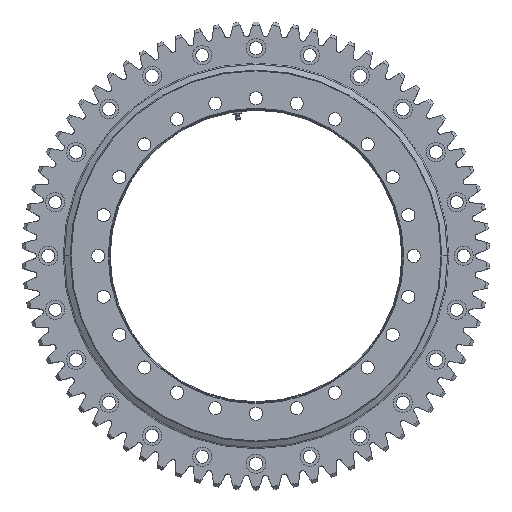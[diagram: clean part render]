
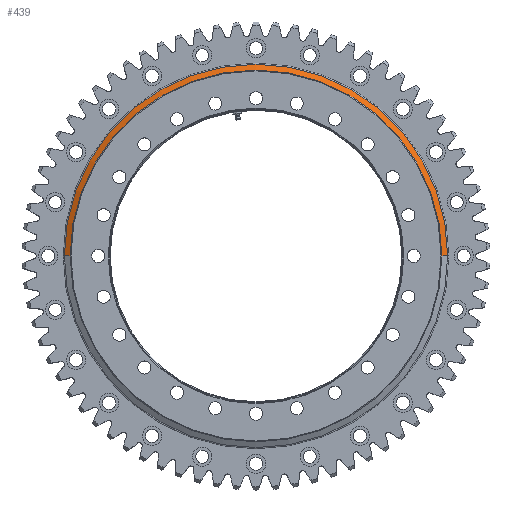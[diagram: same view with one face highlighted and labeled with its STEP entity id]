
A CAD part, top view. The second image highlights one B-rep face of the part: STEP entity #439.
In plain terms, the highlighted conical face has half-angle 58.57 degrees and reference radius 241.5 mm.
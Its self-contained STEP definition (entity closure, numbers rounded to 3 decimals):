
#439 = ADVANCED_FACE ( 'NONE', ( #42799 ), #36224, .T. ) ;
#981 = AXIS2_PLACEMENT_3D ( 'NONE', #14363, #43785, #31452 ) ;
#4194 = DIRECTION ( 'NONE',  ( 0., 0., -1. ) ) ;
#5653 = EDGE_CURVE ( 'NONE', #24289, #6190, #44589, .T. ) ;
#6005 = LINE ( 'NONE', #34668, #7333 ) ;
#6190 = VERTEX_POINT ( 'NONE', #19677 ) ;
#7333 = VECTOR ( 'NONE', #34490, 1000. ) ;
#8016 = EDGE_LOOP ( 'NONE', ( #27015, #22852, #12512, #12223 ) ) ;
#8576 = VERTEX_POINT ( 'NONE', #50001 ) ;
#12223 = ORIENTED_EDGE ( 'NONE', *, *, #39858, .F. ) ;
#12512 = ORIENTED_EDGE ( 'NONE', *, *, #37048, .F. ) ;
#12775 = CARTESIAN_POINT ( 'NONE',  ( 234.5, 2., 241.5 ) ) ;
#14363 = CARTESIAN_POINT ( 'NONE',  ( 234.5, 2., 0. ) ) ;
#16076 = DIRECTION ( 'NONE',  ( 0., -0.521, 0.853 ) ) ;
#19677 = CARTESIAN_POINT ( 'NONE',  ( 234.5, 2., 241.5 ) ) ;
#21079 = CARTESIAN_POINT ( 'NONE',  ( 234.5, 2., 0. ) ) ;
#21313 = CARTESIAN_POINT ( 'NONE',  ( 234.5, -2.61, 0. ) ) ;
#22852 = ORIENTED_EDGE ( 'NONE', *, *, #36539, .T. ) ;
#23297 = AXIS2_PLACEMENT_3D ( 'NONE', #21079, #50170, #4194 ) ;
#24289 = VERTEX_POINT ( 'NONE', #31980 ) ;
#27015 = ORIENTED_EDGE ( 'NONE', *, *, #5653, .T. ) ;
#31452 = DIRECTION ( 'NONE',  ( 0., 0., -1. ) ) ;
#31980 = CARTESIAN_POINT ( 'NONE',  ( 234.5, 2., -241.5 ) ) ;
#31986 = AXIS2_PLACEMENT_3D ( 'NONE', #21313, #42090, #37691 ) ;
#34490 = DIRECTION ( 'NONE',  ( 0., -0.521, -0.853 ) ) ;
#34668 = CARTESIAN_POINT ( 'NONE',  ( 234.5, 2., -241.5 ) ) ;
#36224 = CONICAL_SURFACE ( 'NONE', #981, 241.5, 1.022 ) ;
#36539 = EDGE_CURVE ( 'NONE', #6190, #48264, #48287, .T. ) ;
#37048 = EDGE_CURVE ( 'NONE', #8576, #48264, #44317, .T. ) ;
#37691 = DIRECTION ( 'NONE',  ( 0., 0., -1. ) ) ;
#39858 = EDGE_CURVE ( 'NONE', #24289, #8576, #6005, .T. ) ;
#42090 = DIRECTION ( 'NONE',  ( 0., -1., 0. ) ) ;
#42341 = VECTOR ( 'NONE', #16076, 1000. ) ;
#42799 = FACE_OUTER_BOUND ( 'NONE', #8016, .T. ) ;
#42959 = CARTESIAN_POINT ( 'NONE',  ( 234.5, -2.61, 249.044 ) ) ;
#43785 = DIRECTION ( 'NONE',  ( 0., -1., 0. ) ) ;
#44317 = CIRCLE ( 'NONE', #31986, 249.044 ) ;
#44589 = CIRCLE ( 'NONE', #23297, 241.5 ) ;
#48264 = VERTEX_POINT ( 'NONE', #42959 ) ;
#48287 = LINE ( 'NONE', #12775, #42341 ) ;
#50001 = CARTESIAN_POINT ( 'NONE',  ( 234.5, -2.61, -249.044 ) ) ;
#50170 = DIRECTION ( 'NONE',  ( 0., -1., 0. ) ) ;
